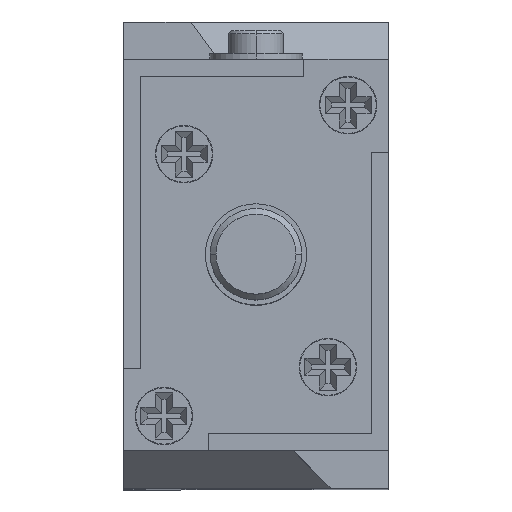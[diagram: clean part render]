
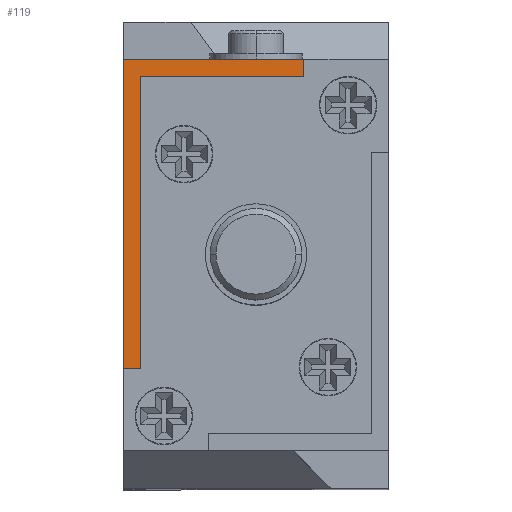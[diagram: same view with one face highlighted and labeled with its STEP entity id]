
A CAD part, top view. The second image highlights one B-rep face of the part: STEP entity #119.
In plain terms, the highlighted face is planar.
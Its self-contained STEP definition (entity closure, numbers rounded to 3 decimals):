
#119 = ADVANCED_FACE ( 'NONE', ( #1637 ), #8735, .F. ) ;
#313 = ORIENTED_EDGE ( 'NONE', *, *, #4855, .T. ) ;
#318 = ORIENTED_EDGE ( 'NONE', *, *, #4854, .T. ) ;
#323 = ORIENTED_EDGE ( 'NONE', *, *, #4853, .T. ) ;
#325 = ORIENTED_EDGE ( 'NONE', *, *, #4852, .F. ) ;
#326 = ORIENTED_EDGE ( 'NONE', *, *, #4851, .F. ) ;
#332 = ORIENTED_EDGE ( 'NONE', *, *, #4850, .T. ) ;
#976 = CARTESIAN_POINT ( 'NONE',  ( -4.15, 34., -13.6 ) ) ;
#977 = DIRECTION ( 'NONE',  ( 0., 1., 0. ) ) ;
#978 = CARTESIAN_POINT ( 'NONE',  ( -11.5, 34., -13.6 ) ) ;
#979 = DIRECTION ( 'NONE',  ( -1., 0., 0. ) ) ;
#980 = CARTESIAN_POINT ( 'NONE',  ( 11.5, 34., -13.6 ) ) ;
#981 = DIRECTION ( 'NONE',  ( 0., 1., 0. ) ) ;
#982 = CARTESIAN_POINT ( 'NONE',  ( 10., 7.1, -13.6 ) ) ;
#983 = DIRECTION ( 'NONE',  ( -1., 0., 0. ) ) ;
#984 = CARTESIAN_POINT ( 'NONE',  ( 10., 32.5, -13.6 ) ) ;
#985 = DIRECTION ( 'NONE',  ( 0., 1., 0. ) ) ;
#986 = CARTESIAN_POINT ( 'NONE',  ( 10., 32.5, -13.6 ) ) ;
#987 = DIRECTION ( 'NONE',  ( -1., 0., 0. ) ) ;
#1637 = FACE_OUTER_BOUND ( 'NONE', #3352, .T. ) ;
#3352 = EDGE_LOOP ( 'NONE', ( #332, #326, #325, #323, #318, #313 ) ) ;
#4159 = LINE ( 'NONE', #976, #4160 ) ;
#4160 = VECTOR ( 'NONE', #977, 1000. ) ;
#4161 = LINE ( 'NONE', #978, #4162 ) ;
#4162 = VECTOR ( 'NONE', #979, 1000. ) ;
#4163 = LINE ( 'NONE', #980, #4164 ) ;
#4164 = VECTOR ( 'NONE', #981, 1000. ) ;
#4165 = LINE ( 'NONE', #982, #4166 ) ;
#4166 = VECTOR ( 'NONE', #983, 1000. ) ;
#4167 = LINE ( 'NONE', #984, #4168 ) ;
#4168 = VECTOR ( 'NONE', #985, 1000. ) ;
#4169 = LINE ( 'NONE', #986, #4170 ) ;
#4170 = VECTOR ( 'NONE', #987, 1000. ) ;
#4850 = EDGE_CURVE ( 'NONE', #7618, #7738, #4159, .T. ) ;
#4851 = EDGE_CURVE ( 'NONE', #7637, #7738, #4161, .T. ) ;
#4852 = EDGE_CURVE ( 'NONE', #7655, #7637, #4163, .T. ) ;
#4853 = EDGE_CURVE ( 'NONE', #7655, #7652, #4165, .T. ) ;
#4854 = EDGE_CURVE ( 'NONE', #7652, #7753, #4167, .T. ) ;
#4855 = EDGE_CURVE ( 'NONE', #7753, #7618, #4169, .T. ) ;
#5636 = CARTESIAN_POINT ( 'NONE',  ( -4.15, 32.5, -13.6 ) ) ;
#5655 = CARTESIAN_POINT ( 'NONE',  ( 11.5, 34., -13.6 ) ) ;
#5670 = CARTESIAN_POINT ( 'NONE',  ( 10., 7.1, -13.6 ) ) ;
#5673 = CARTESIAN_POINT ( 'NONE',  ( 11.5, 7.1, -13.6 ) ) ;
#5756 = CARTESIAN_POINT ( 'NONE',  ( -4.15, 34., -13.6 ) ) ;
#5771 = CARTESIAN_POINT ( 'NONE',  ( 10., 32.5, -13.6 ) ) ;
#7618 = VERTEX_POINT ( 'NONE', #5636 ) ;
#7637 = VERTEX_POINT ( 'NONE', #5655 ) ;
#7652 = VERTEX_POINT ( 'NONE', #5670 ) ;
#7655 = VERTEX_POINT ( 'NONE', #5673 ) ;
#7738 = VERTEX_POINT ( 'NONE', #5756 ) ;
#7753 = VERTEX_POINT ( 'NONE', #5771 ) ;
#8451 = AXIS2_PLACEMENT_3D ( 'NONE', #8734, #8733, #8732 ) ;
#8732 = DIRECTION ( 'NONE',  ( 1., 0., 0. ) ) ;
#8733 = DIRECTION ( 'NONE',  ( 0., 0., 1. ) ) ;
#8734 = CARTESIAN_POINT ( 'NONE',  ( -11.5, 0., -13.6 ) ) ;
#8735 = PLANE ( 'NONE',  #8451 ) ;
